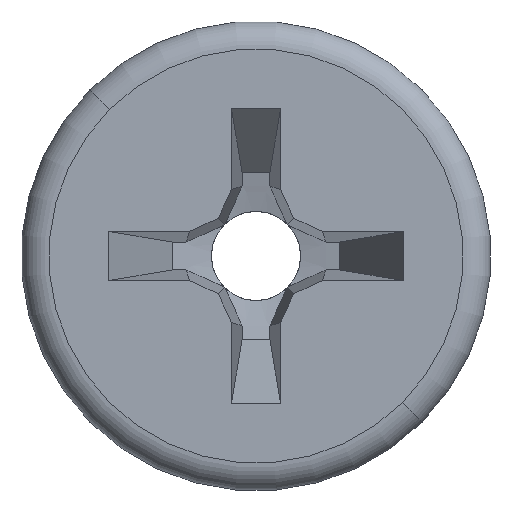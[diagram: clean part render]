
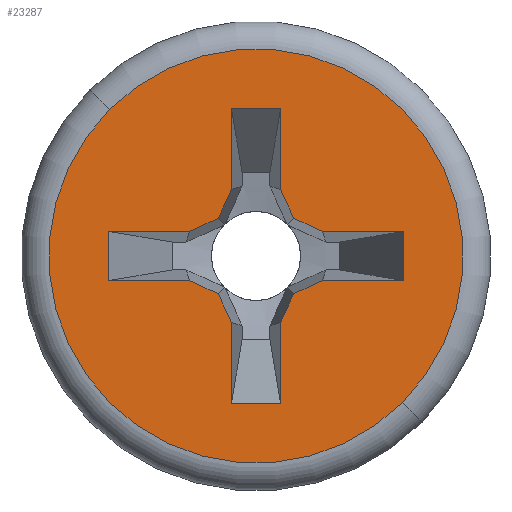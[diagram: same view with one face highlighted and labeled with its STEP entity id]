
A CAD part, left-side view. The second image highlights one B-rep face of the part: STEP entity #23287.
In plain terms, the highlighted planar face has unit normal (-1, 0, 0).
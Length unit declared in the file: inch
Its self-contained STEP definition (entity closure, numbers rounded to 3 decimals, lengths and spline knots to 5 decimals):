
#12378=CARTESIAN_POINT('',(0.,0.,0.));
#12379=DIRECTION('',(-1.,0.,0.));
#12380=DIRECTION('',(0.,1.,0.));
#12381=AXIS2_PLACEMENT_3D('',#12378,#12379,#12380);
#12383=CARTESIAN_POINT('',(0.,0.,0.));
#12384=DIRECTION('',(1.,0.,0.));
#12385=DIRECTION('',(0.,1.,0.));
#12386=AXIS2_PLACEMENT_3D('',#12383,#12384,#12385);
#12388=DIRECTION('',(0.,-0.707,-0.707));
#12389=VECTOR('',#12388,0.016);
#12390=CARTESIAN_POINT('',(0.,0.0396,-0.02828));
#12391=LINE('',#12390,#12389);
#12392=DIRECTION('',(0.,0.707,-0.707));
#12393=VECTOR('',#12392,0.02642);
#12394=CARTESIAN_POINT('',(0.,0.0096,-0.02091));
#12395=LINE('',#12394,#12393);
#12396=DIRECTION('',(0.,0.94,-0.342));
#12397=VECTOR('',#12396,0.01022);
#12398=CARTESIAN_POINT('',(0.,0.,-0.01742));
#12399=LINE('',#12398,#12397);
#12400=DIRECTION('',(0.,0.94,0.342));
#12401=VECTOR('',#12400,0.01022);
#12402=CARTESIAN_POINT('',(0.,-0.0096,-0.02091));
#12403=LINE('',#12402,#12401);
#12404=DIRECTION('',(0.,-0.707,-0.707));
#12405=VECTOR('',#12404,0.02642);
#12406=CARTESIAN_POINT('',(0.,-0.0096,-0.02091));
#12407=LINE('',#12406,#12405);
#12408=DIRECTION('',(0.,0.707,-0.707));
#12409=VECTOR('',#12408,0.016);
#12410=CARTESIAN_POINT('',(0.,-0.0396,-0.02828));
#12411=LINE('',#12410,#12409);
#12412=DIRECTION('',(0.,-0.707,-0.707));
#12413=VECTOR('',#12412,0.02642);
#12414=CARTESIAN_POINT('',(0.,-0.02091,-0.0096));
#12415=LINE('',#12414,#12413);
#12416=DIRECTION('',(0.,-0.342,-0.94));
#12417=VECTOR('',#12416,0.01022);
#12418=CARTESIAN_POINT('',(0.,-0.01742,0.));
#12419=LINE('',#12418,#12417);
#12420=DIRECTION('',(0.,0.342,-0.94));
#12421=VECTOR('',#12420,0.01022);
#12422=CARTESIAN_POINT('',(0.,-0.02091,0.0096));
#12423=LINE('',#12422,#12421);
#12424=DIRECTION('',(0.,0.707,-0.707));
#12425=VECTOR('',#12424,0.02642);
#12426=CARTESIAN_POINT('',(0.,-0.0396,0.02828));
#12427=LINE('',#12426,#12425);
#12428=DIRECTION('',(0.,-0.707,-0.707));
#12429=VECTOR('',#12428,0.016);
#12430=CARTESIAN_POINT('',(0.,-0.02828,0.0396));
#12431=LINE('',#12430,#12429);
#12432=DIRECTION('',(0.,0.707,-0.707));
#12433=VECTOR('',#12432,0.02642);
#12434=CARTESIAN_POINT('',(0.,-0.02828,0.0396));
#12435=LINE('',#12434,#12433);
#12436=DIRECTION('',(0.,-0.94,0.342));
#12437=VECTOR('',#12436,0.01022);
#12438=CARTESIAN_POINT('',(0.,0.,0.01742));
#12439=LINE('',#12438,#12437);
#12440=DIRECTION('',(0.,-0.94,-0.342));
#12441=VECTOR('',#12440,0.01022);
#12442=CARTESIAN_POINT('',(0.,0.0096,0.02091));
#12443=LINE('',#12442,#12441);
#12444=DIRECTION('',(0.,-0.707,-0.707));
#12445=VECTOR('',#12444,0.02642);
#12446=CARTESIAN_POINT('',(0.,0.02828,0.0396));
#12447=LINE('',#12446,#12445);
#12448=DIRECTION('',(0.,0.707,-0.707));
#12449=VECTOR('',#12448,0.016);
#12450=CARTESIAN_POINT('',(0.,0.02828,0.0396));
#12451=LINE('',#12450,#12449);
#12452=DIRECTION('',(0.,-0.707,-0.707));
#12453=VECTOR('',#12452,0.02642);
#12454=CARTESIAN_POINT('',(0.,0.0396,0.02828));
#12455=LINE('',#12454,#12453);
#12456=DIRECTION('',(0.,0.342,0.94));
#12457=VECTOR('',#12456,0.01022);
#12458=CARTESIAN_POINT('',(0.,0.01742,0.));
#12459=LINE('',#12458,#12457);
#12460=DIRECTION('',(0.,-0.342,0.94));
#12461=VECTOR('',#12460,0.01022);
#12462=CARTESIAN_POINT('',(0.,0.02091,-0.0096));
#12463=LINE('',#12462,#12461);
#12464=DIRECTION('',(0.,0.707,-0.707));
#12465=VECTOR('',#12464,0.02642);
#12466=CARTESIAN_POINT('',(0.,0.02091,-0.0096));
#12467=LINE('',#12466,#12465);
#12727=CARTESIAN_POINT('',(0.,0.0396,-0.02828));
#12728=CARTESIAN_POINT('',(0.,0.02828,-0.0396));
#12729=VERTEX_POINT('',#12727);
#12730=VERTEX_POINT('',#12728);
#12731=CARTESIAN_POINT('',(0.,0.02091,-0.0096));
#12732=VERTEX_POINT('',#12731);
#12733=CARTESIAN_POINT('',(0.,0.01742,0.));
#12734=VERTEX_POINT('',#12733);
#12735=CARTESIAN_POINT('',(0.,0.02091,0.0096));
#12736=VERTEX_POINT('',#12735);
#12737=CARTESIAN_POINT('',(0.,0.0396,0.02828));
#12738=VERTEX_POINT('',#12737);
#12739=CARTESIAN_POINT('',(0.,0.02828,0.0396));
#12740=VERTEX_POINT('',#12739);
#12741=CARTESIAN_POINT('',(0.,0.0096,0.02091));
#12742=VERTEX_POINT('',#12741);
#12743=CARTESIAN_POINT('',(0.,0.,0.01742));
#12744=VERTEX_POINT('',#12743);
#12745=CARTESIAN_POINT('',(0.,-0.0096,0.02091));
#12746=VERTEX_POINT('',#12745);
#12747=CARTESIAN_POINT('',(0.,-0.02828,0.0396));
#12748=VERTEX_POINT('',#12747);
#12749=CARTESIAN_POINT('',(0.,-0.0396,0.02828));
#12750=VERTEX_POINT('',#12749);
#12751=CARTESIAN_POINT('',(0.,-0.02091,0.0096));
#12752=VERTEX_POINT('',#12751);
#12753=CARTESIAN_POINT('',(0.,-0.01742,0.));
#12754=VERTEX_POINT('',#12753);
#12755=CARTESIAN_POINT('',(0.,-0.02091,-0.0096));
#12756=VERTEX_POINT('',#12755);
#12757=CARTESIAN_POINT('',(0.,-0.0396,-0.02828));
#12758=VERTEX_POINT('',#12757);
#12759=CARTESIAN_POINT('',(0.,-0.02828,-0.0396));
#12760=VERTEX_POINT('',#12759);
#12761=CARTESIAN_POINT('',(0.,-0.0096,-0.02091));
#12762=VERTEX_POINT('',#12761);
#12763=CARTESIAN_POINT('',(0.,0.,-0.01742));
#12764=VERTEX_POINT('',#12763);
#12765=CARTESIAN_POINT('',(0.,0.0096,-0.02091));
#12766=VERTEX_POINT('',#12765);
#12857=CARTESIAN_POINT('',(0.,0.06743,0.));
#12858=VERTEX_POINT('',#12857);
#12859=CARTESIAN_POINT('',(0.,-0.06743,0.));
#12860=VERTEX_POINT('',#12859);
#23246=CARTESIAN_POINT('',(0.,0.,0.));
#23247=DIRECTION('',(1.,0.,0.));
#23248=DIRECTION('',(0.,-1.,0.));
#23249=AXIS2_PLACEMENT_3D('',#23246,#23247,#23248);
#23250=PLANE('',#23249);
#23252=ORIENTED_EDGE('',*,*,#23251,.F.);
#23254=ORIENTED_EDGE('',*,*,#23253,.T.);
#23255=EDGE_LOOP('',(#23252,#23254));
#23256=FACE_OUTER_BOUND('',#23255,.F.);
#23258=ORIENTED_EDGE('',*,*,#23257,.T.);
#23260=ORIENTED_EDGE('',*,*,#23259,.F.);
#23262=ORIENTED_EDGE('',*,*,#23261,.F.);
#23264=ORIENTED_EDGE('',*,*,#23263,.F.);
#23266=ORIENTED_EDGE('',*,*,#23265,.T.);
#23268=ORIENTED_EDGE('',*,*,#23267,.F.);
#23270=ORIENTED_EDGE('',*,*,#23269,.F.);
#23271=ORIENTED_EDGE('',*,*,#23074,.F.);
#23272=ORIENTED_EDGE('',*,*,#23103,.F.);
#23273=ORIENTED_EDGE('',*,*,#23117,.F.);
#23274=ORIENTED_EDGE('',*,*,#23131,.F.);
#23275=ORIENTED_EDGE('',*,*,#23145,.T.);
#23276=ORIENTED_EDGE('',*,*,#23171,.F.);
#23277=ORIENTED_EDGE('',*,*,#23199,.F.);
#23278=ORIENTED_EDGE('',*,*,#23213,.F.);
#23279=ORIENTED_EDGE('',*,*,#23227,.T.);
#23280=ORIENTED_EDGE('',*,*,#23240,.T.);
#23281=ORIENTED_EDGE('',*,*,#22943,.F.);
#23282=ORIENTED_EDGE('',*,*,#22974,.F.);
#23284=ORIENTED_EDGE('',*,*,#23283,.T.);
#23285=EDGE_LOOP('',(#23258,#23260,#23262,#23264,#23266,#23268,#23270,#23271,
#23272,#23273,#23274,#23275,#23276,#23277,#23278,#23279,#23280,#23281,#23282,
#23284));
#23286=FACE_BOUND('',#23285,.F.);
#12382=CIRCLE('',#12381,0.06743);
#12387=CIRCLE('',#12386,0.06743);
#22943=EDGE_CURVE('',#12734,#12736,#12459,.T.);
#22974=EDGE_CURVE('',#12732,#12734,#12463,.T.);
#23074=EDGE_CURVE('',#12754,#12756,#12419,.T.);
#23103=EDGE_CURVE('',#12752,#12754,#12423,.T.);
#23117=EDGE_CURVE('',#12750,#12752,#12427,.T.);
#23131=EDGE_CURVE('',#12748,#12750,#12431,.T.);
#23145=EDGE_CURVE('',#12748,#12746,#12435,.T.);
#23171=EDGE_CURVE('',#12744,#12746,#12439,.T.);
#23199=EDGE_CURVE('',#12742,#12744,#12443,.T.);
#23213=EDGE_CURVE('',#12740,#12742,#12447,.T.);
#23227=EDGE_CURVE('',#12740,#12738,#12451,.T.);
#23240=EDGE_CURVE('',#12738,#12736,#12455,.T.);
#23251=EDGE_CURVE('',#12858,#12860,#12382,.T.);
#23253=EDGE_CURVE('',#12858,#12860,#12387,.T.);
#23257=EDGE_CURVE('',#12729,#12730,#12391,.T.);
#23259=EDGE_CURVE('',#12766,#12730,#12395,.T.);
#23261=EDGE_CURVE('',#12764,#12766,#12399,.T.);
#23263=EDGE_CURVE('',#12762,#12764,#12403,.T.);
#23265=EDGE_CURVE('',#12762,#12760,#12407,.T.);
#23267=EDGE_CURVE('',#12758,#12760,#12411,.T.);
#23269=EDGE_CURVE('',#12756,#12758,#12415,.T.);
#23283=EDGE_CURVE('',#12732,#12729,#12467,.T.);
#23287=ADVANCED_FACE('',(#23256,#23286),#23250,.F.);
